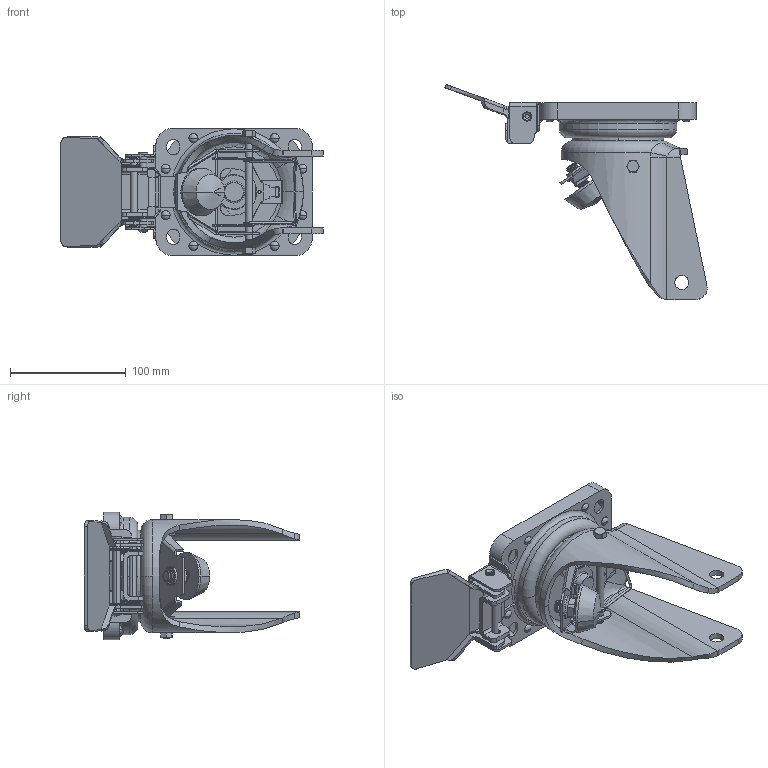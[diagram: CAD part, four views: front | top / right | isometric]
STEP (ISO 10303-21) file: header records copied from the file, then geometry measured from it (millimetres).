
FILE_DESCRIPTION (( 'STEP AP214' ), '1' );
FILE_NAME ('0019421BRL.step', '2023-02-16T09:49:02', ( '' ), ( '' ), 'SwSTEP 2.0', 'SolidWorks 2020', '' );
FILE_SCHEMA (( 'AUTOMOTIVE_DESIGN' ));
Length unit declared in the file: millimetre
Products named in the file (1): 0019421BRL
Bounding box: 226.52 x 185.74 x 110 mm (x, y, z)
Volume: 551755.5 mm3; surface area: 151072.4 mm2
Topology: 12 solids, 19 shells, 791 faces, 2078 edges, 1325 vertices
Faces by surface type: cylinder 260, plane 252, bspline 150, cone 59, torus 46, sphere 24
Entity records: 53360 total; most frequent: CARTESIAN_POINT 27045, ORIENTED_EDGE 4116, DIRECTION 3453, EDGE_CURVE 2058, VERTEX_POINT 1316, AXIS2_PLACEMENT_3D 1311, EDGE_LOOP 872, LINE 831
